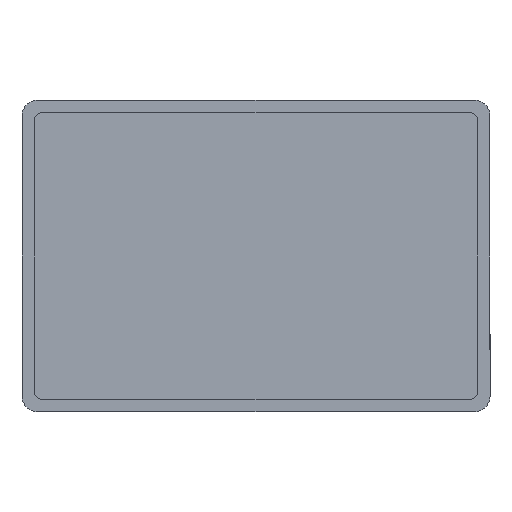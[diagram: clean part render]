
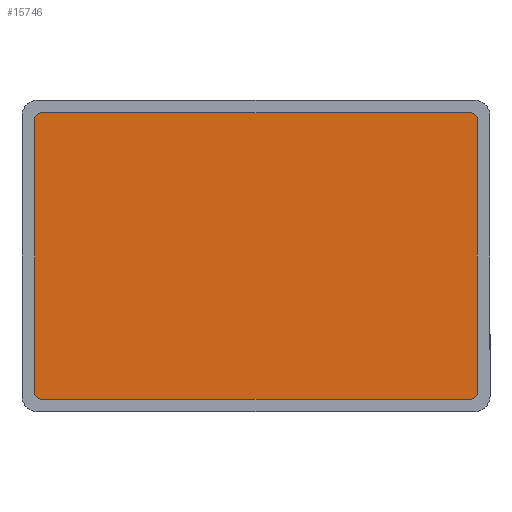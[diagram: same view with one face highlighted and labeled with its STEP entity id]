
A CAD part, front view. The second image highlights one B-rep face of the part: STEP entity #15746.
In plain terms, the highlighted planar face has unit normal (0, -1, 0).
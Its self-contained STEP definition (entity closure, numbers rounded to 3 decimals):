
#204 = EDGE_CURVE ( 'NONE', #4050, #12325, #10517, .T. ) ;
#466 = DIRECTION ( 'NONE',  ( 0., 1., 0. ) ) ;
#582 = AXIS2_PLACEMENT_3D ( 'NONE', #4456, #10484, #10386 ) ;
#1713 = EDGE_CURVE ( 'NONE', #12325, #8272, #2397, .T. ) ;
#1839 = DIRECTION ( 'NONE',  ( 0., 0., -1. ) ) ;
#1933 = CARTESIAN_POINT ( 'NONE',  ( 283., 0., 174. ) ) ;
#2397 = LINE ( 'NONE', #8340, #3331 ) ;
#2980 = EDGE_LOOP ( 'NONE', ( #9963, #6662, #7071, #3508, #5986, #16730, #9193, #3895 ) ) ;
#3331 = VECTOR ( 'NONE', #14271, 1000. ) ;
#3508 = ORIENTED_EDGE ( 'NONE', *, *, #17054, .F. ) ;
#3557 = VERTEX_POINT ( 'NONE', #10724 ) ;
#3712 = DIRECTION ( 'NONE',  ( 1., 0., 0. ) ) ;
#3880 = CARTESIAN_POINT ( 'NONE',  ( -274., 0., -183. ) ) ;
#3895 = ORIENTED_EDGE ( 'NONE', *, *, #1713, .F. ) ;
#4050 = VERTEX_POINT ( 'NONE', #3880 ) ;
#4249 = CARTESIAN_POINT ( 'NONE',  ( -274., 0., 183. ) ) ;
#4456 = CARTESIAN_POINT ( 'NONE',  ( -274., 0., -174. ) ) ;
#4651 = AXIS2_PLACEMENT_3D ( 'NONE', #17290, #15729, #8360 ) ;
#4887 = CARTESIAN_POINT ( 'NONE',  ( -274., 0., -183. ) ) ;
#4990 = DIRECTION ( 'NONE',  ( -1., 0., 0. ) ) ;
#5075 = PLANE ( 'NONE',  #4651 ) ;
#5143 = VERTEX_POINT ( 'NONE', #4249 ) ;
#5404 = EDGE_CURVE ( 'NONE', #12386, #10798, #18166, .T. ) ;
#5986 = ORIENTED_EDGE ( 'NONE', *, *, #5404, .F. ) ;
#6357 = CARTESIAN_POINT ( 'NONE',  ( 274., 0., 183. ) ) ;
#6637 = VECTOR ( 'NONE', #3712, 1000. ) ;
#6662 = ORIENTED_EDGE ( 'NONE', *, *, #7358, .F. ) ;
#6764 = CIRCLE ( 'NONE', #11117, 9. ) ;
#6768 = DIRECTION ( 'NONE',  ( 0., 0., 1. ) ) ;
#6985 = EDGE_CURVE ( 'NONE', #3557, #7614, #15371, .T. ) ;
#7071 = ORIENTED_EDGE ( 'NONE', *, *, #6985, .F. ) ;
#7358 = EDGE_CURVE ( 'NONE', #7614, #4050, #12178, .T. ) ;
#7614 = VERTEX_POINT ( 'NONE', #12936 ) ;
#7858 = CARTESIAN_POINT ( 'NONE',  ( -283., 0., 174. ) ) ;
#7901 = FACE_OUTER_BOUND ( 'NONE', #2980, .T. ) ;
#8029 = DIRECTION ( 'NONE',  ( 0., 1., 0. ) ) ;
#8272 = VERTEX_POINT ( 'NONE', #7858 ) ;
#8340 = CARTESIAN_POINT ( 'NONE',  ( -283., 0., 174. ) ) ;
#8360 = DIRECTION ( 'NONE',  ( 0., 0., 1. ) ) ;
#9193 = ORIENTED_EDGE ( 'NONE', *, *, #13412, .F. ) ;
#9963 = ORIENTED_EDGE ( 'NONE', *, *, #204, .F. ) ;
#10386 = DIRECTION ( 'NONE',  ( 0., 0., 1. ) ) ;
#10438 = CARTESIAN_POINT ( 'NONE',  ( -283., 0., -174. ) ) ;
#10484 = DIRECTION ( 'NONE',  ( 0., 1., 0. ) ) ;
#10517 = CIRCLE ( 'NONE', #582, 9. ) ;
#10680 = LINE ( 'NONE', #1933, #15853 ) ;
#10718 = EDGE_CURVE ( 'NONE', #5143, #12386, #18408, .T. ) ;
#10724 = CARTESIAN_POINT ( 'NONE',  ( 283., 0., -174. ) ) ;
#10798 = VERTEX_POINT ( 'NONE', #17036 ) ;
#11060 = DIRECTION ( 'NONE',  ( 0., 1., 0. ) ) ;
#11117 = AXIS2_PLACEMENT_3D ( 'NONE', #13801, #466, #12446 ) ;
#12178 = LINE ( 'NONE', #4887, #19119 ) ;
#12295 = DIRECTION ( 'NONE',  ( 0., 0., 1. ) ) ;
#12325 = VERTEX_POINT ( 'NONE', #10438 ) ;
#12386 = VERTEX_POINT ( 'NONE', #6357 ) ;
#12446 = DIRECTION ( 'NONE',  ( 0., 0., 1. ) ) ;
#12936 = CARTESIAN_POINT ( 'NONE',  ( 274., 0., -183. ) ) ;
#13412 = EDGE_CURVE ( 'NONE', #8272, #5143, #6764, .T. ) ;
#13801 = CARTESIAN_POINT ( 'NONE',  ( -274., 0., 174. ) ) ;
#14141 = AXIS2_PLACEMENT_3D ( 'NONE', #15408, #8029, #12295 ) ;
#14271 = DIRECTION ( 'NONE',  ( 0., 0., 1. ) ) ;
#15048 = AXIS2_PLACEMENT_3D ( 'NONE', #15703, #11060, #6768 ) ;
#15371 = CIRCLE ( 'NONE', #14141, 9. ) ;
#15383 = CARTESIAN_POINT ( 'NONE',  ( -274., 0., 183. ) ) ;
#15408 = CARTESIAN_POINT ( 'NONE',  ( 274., 0., -174. ) ) ;
#15703 = CARTESIAN_POINT ( 'NONE',  ( 274., 0., 174. ) ) ;
#15729 = DIRECTION ( 'NONE',  ( 0., 1., 0. ) ) ;
#15746 = ADVANCED_FACE ( 'NONE', ( #7901 ), #5075, .F. ) ;
#15853 = VECTOR ( 'NONE', #1839, 1000. ) ;
#16730 = ORIENTED_EDGE ( 'NONE', *, *, #10718, .F. ) ;
#17036 = CARTESIAN_POINT ( 'NONE',  ( 283., 0., 174. ) ) ;
#17054 = EDGE_CURVE ( 'NONE', #10798, #3557, #10680, .T. ) ;
#17290 = CARTESIAN_POINT ( 'NONE',  ( -274., 0., -174. ) ) ;
#18166 = CIRCLE ( 'NONE', #15048, 9. ) ;
#18408 = LINE ( 'NONE', #15383, #6637 ) ;
#19119 = VECTOR ( 'NONE', #4990, 1000. ) ;
